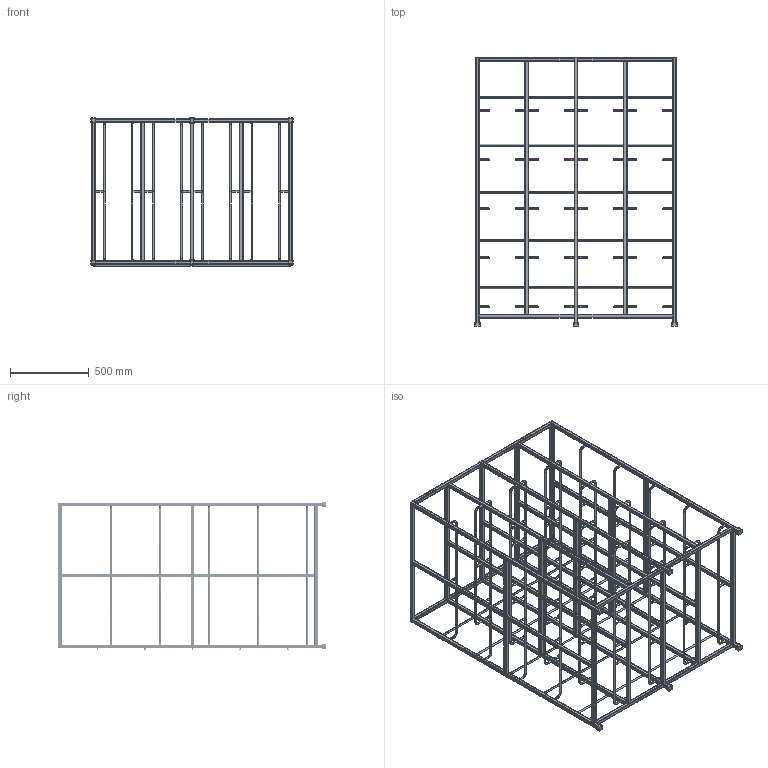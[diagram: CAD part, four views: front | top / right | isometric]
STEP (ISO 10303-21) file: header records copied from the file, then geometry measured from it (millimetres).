
FILE_DESCRIPTION(('FreeCAD Model'),'2;1');
FILE_NAME('Open CASCADE Shape Model','2025-05-09T18:38:01',('FreeCAD'),( 'FreeCAD'),'Open CASCADE STEP processor 7.6','FreeCAD','Unknown');
FILE_SCHEMA(('AUTOMOTIVE_DESIGN { 1 0 10303 214 1 1 1 1 }'));
Products named in the file (1): Open CASCADE STEP translator 7.6 1
Bounding box: 1283.19 x 1703.06 x 941.35 mm (x, y, z)
Volume: 8478255.8 mm3; surface area: 10356925.5 mm2
Topology: 293 solids, 293 shells, 2346 faces, 5302 edges, 3508 vertices
Faces by surface type: bspline 2346
Entity records: 73388 total; most frequent: CARTESIAN_POINT 42017, ORIENTED_EDGE 10604, EDGE_CURVE 5302, VERTEX_POINT 3508, FACE_BOUND 2876, EDGE_LOOP 2876, ADVANCED_FACE 2346, B_SPLINE_CURVE_WITH_KNOTS 2322
